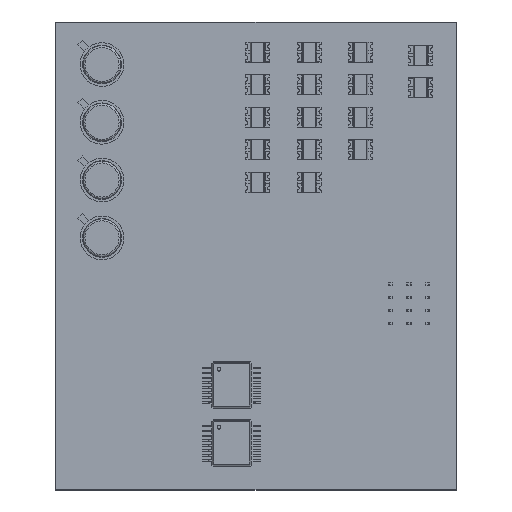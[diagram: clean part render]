
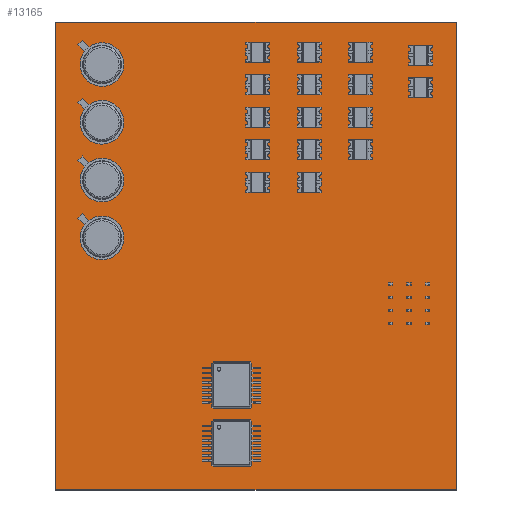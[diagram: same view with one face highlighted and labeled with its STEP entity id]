
A CAD part, top view. The second image highlights one B-rep face of the part: STEP entity #13165.
In plain terms, the highlighted planar face has unit normal (0, 0, 1).
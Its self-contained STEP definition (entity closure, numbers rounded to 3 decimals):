
#12921 = VERTEX_POINT('',#12922);
#12922 = CARTESIAN_POINT('',(157.,-124.,1.6));
#12928 = EDGE_CURVE('',#12921,#12929,#12931,.T.);
#12929 = VERTEX_POINT('',#12930);
#12930 = CARTESIAN_POINT('',(103.5,-124.,1.6));
#12931 = LINE('',#12932,#12933);
#12932 = CARTESIAN_POINT('',(157.,-124.,1.6));
#12933 = VECTOR('',#12934,1.);
#12934 = DIRECTION('',(-1.,0.,0.));
#12961 = VERTEX_POINT('',#12962);
#12962 = CARTESIAN_POINT('',(157.,-61.5,1.6));
#12968 = EDGE_CURVE('',#12961,#12921,#12969,.T.);
#12969 = LINE('',#12970,#12971);
#12970 = CARTESIAN_POINT('',(157.,-61.5,1.6));
#12971 = VECTOR('',#12972,1.);
#12972 = DIRECTION('',(0.,-1.,0.));
#12990 = EDGE_CURVE('',#12929,#12991,#12993,.T.);
#12991 = VERTEX_POINT('',#12992);
#12992 = CARTESIAN_POINT('',(103.5,-61.5,1.6));
#12993 = LINE('',#12994,#12995);
#12994 = CARTESIAN_POINT('',(103.5,-124.,1.6));
#12995 = VECTOR('',#12996,1.);
#12996 = DIRECTION('',(0.,1.,0.));
#13165 = ADVANCED_FACE('',(#13166,#13177,#13188,#13199,#13210,#13221,
    #13232,#13243,#13254,#13265,#13276,#13287,#13298),#13309,.T.);
#13166 = FACE_BOUND('',#13167,.T.);
#13167 = EDGE_LOOP('',(#13168,#13169,#13170,#13176));
#13168 = ORIENTED_EDGE('',*,*,#12928,.F.);
#13169 = ORIENTED_EDGE('',*,*,#12968,.F.);
#13170 = ORIENTED_EDGE('',*,*,#13171,.F.);
#13171 = EDGE_CURVE('',#12991,#12961,#13172,.T.);
#13172 = LINE('',#13173,#13174);
#13173 = CARTESIAN_POINT('',(103.5,-61.5,1.6));
#13174 = VECTOR('',#13175,1.);
#13175 = DIRECTION('',(1.,0.,0.));
#13176 = ORIENTED_EDGE('',*,*,#12990,.F.);
#13177 = FACE_BOUND('',#13178,.T.);
#13178 = EDGE_LOOP('',(#13179));
#13179 = ORIENTED_EDGE('',*,*,#13180,.T.);
#13180 = EDGE_CURVE('',#13181,#13181,#13183,.T.);
#13181 = VERTEX_POINT('',#13182);
#13182 = CARTESIAN_POINT('',(108.415,-90.693,1.6));
#13183 = CIRCLE('',#13184,0.35);
#13184 = AXIS2_PLACEMENT_3D('',#13185,#13186,#13187);
#13185 = CARTESIAN_POINT('',(108.415,-90.343,1.6));
#13186 = DIRECTION('',(-0.,0.,-1.));
#13187 = DIRECTION('',(0.,-1.,0.));
#13188 = FACE_BOUND('',#13189,.T.);
#13189 = EDGE_LOOP('',(#13190));
#13190 = ORIENTED_EDGE('',*,*,#13191,.T.);
#13191 = EDGE_CURVE('',#13192,#13192,#13194,.T.);
#13192 = VERTEX_POINT('',#13193);
#13193 = CARTESIAN_POINT('',(109.685,-91.963,1.6));
#13194 = CIRCLE('',#13195,0.35);
#13195 = AXIS2_PLACEMENT_3D('',#13196,#13197,#13198);
#13196 = CARTESIAN_POINT('',(109.685,-91.613,1.6));
#13197 = DIRECTION('',(-0.,0.,-1.));
#13198 = DIRECTION('',(0.,-1.,-0.));
#13199 = FACE_BOUND('',#13200,.T.);
#13200 = EDGE_LOOP('',(#13201));
#13201 = ORIENTED_EDGE('',*,*,#13202,.T.);
#13202 = EDGE_CURVE('',#13203,#13203,#13205,.T.);
#13203 = VERTEX_POINT('',#13204);
#13204 = CARTESIAN_POINT('',(108.415,-82.974,1.6));
#13205 = CIRCLE('',#13206,0.35);
#13206 = AXIS2_PLACEMENT_3D('',#13207,#13208,#13209);
#13207 = CARTESIAN_POINT('',(108.415,-82.624,1.6));
#13208 = DIRECTION('',(-0.,0.,-1.));
#13209 = DIRECTION('',(0.,-1.,0.));
#13210 = FACE_BOUND('',#13211,.T.);
#13211 = EDGE_LOOP('',(#13212));
#13212 = ORIENTED_EDGE('',*,*,#13213,.T.);
#13213 = EDGE_CURVE('',#13214,#13214,#13216,.T.);
#13214 = VERTEX_POINT('',#13215);
#13215 = CARTESIAN_POINT('',(109.685,-84.244,1.6));
#13216 = CIRCLE('',#13217,0.35);
#13217 = AXIS2_PLACEMENT_3D('',#13218,#13219,#13220);
#13218 = CARTESIAN_POINT('',(109.685,-83.894,1.6));
#13219 = DIRECTION('',(-0.,0.,-1.));
#13220 = DIRECTION('',(0.,-1.,-0.));
#13221 = FACE_BOUND('',#13222,.T.);
#13222 = EDGE_LOOP('',(#13223));
#13223 = ORIENTED_EDGE('',*,*,#13224,.T.);
#13224 = EDGE_CURVE('',#13225,#13225,#13227,.T.);
#13225 = VERTEX_POINT('',#13226);
#13226 = CARTESIAN_POINT('',(110.955,-90.693,1.6));
#13227 = CIRCLE('',#13228,0.35);
#13228 = AXIS2_PLACEMENT_3D('',#13229,#13230,#13231);
#13229 = CARTESIAN_POINT('',(110.955,-90.343,1.6));
#13230 = DIRECTION('',(-0.,0.,-1.));
#13231 = DIRECTION('',(-0.,-1.,0.));
#13232 = FACE_BOUND('',#13233,.T.);
#13233 = EDGE_LOOP('',(#13234));
#13234 = ORIENTED_EDGE('',*,*,#13235,.T.);
#13235 = EDGE_CURVE('',#13236,#13236,#13238,.T.);
#13236 = VERTEX_POINT('',#13237);
#13237 = CARTESIAN_POINT('',(110.955,-82.974,1.6));
#13238 = CIRCLE('',#13239,0.35);
#13239 = AXIS2_PLACEMENT_3D('',#13240,#13241,#13242);
#13240 = CARTESIAN_POINT('',(110.955,-82.624,1.6));
#13241 = DIRECTION('',(-0.,0.,-1.));
#13242 = DIRECTION('',(-0.,-1.,0.));
#13243 = FACE_BOUND('',#13244,.T.);
#13244 = EDGE_LOOP('',(#13245));
#13245 = ORIENTED_EDGE('',*,*,#13246,.T.);
#13246 = EDGE_CURVE('',#13247,#13247,#13249,.T.);
#13247 = VERTEX_POINT('',#13248);
#13248 = CARTESIAN_POINT('',(108.415,-75.254,1.6));
#13249 = CIRCLE('',#13250,0.35);
#13250 = AXIS2_PLACEMENT_3D('',#13251,#13252,#13253);
#13251 = CARTESIAN_POINT('',(108.415,-74.904,1.6));
#13252 = DIRECTION('',(-0.,0.,-1.));
#13253 = DIRECTION('',(0.,-1.,0.));
#13254 = FACE_BOUND('',#13255,.T.);
#13255 = EDGE_LOOP('',(#13256));
#13256 = ORIENTED_EDGE('',*,*,#13257,.T.);
#13257 = EDGE_CURVE('',#13258,#13258,#13260,.T.);
#13258 = VERTEX_POINT('',#13259);
#13259 = CARTESIAN_POINT('',(109.685,-76.524,1.6));
#13260 = CIRCLE('',#13261,0.35);
#13261 = AXIS2_PLACEMENT_3D('',#13262,#13263,#13264);
#13262 = CARTESIAN_POINT('',(109.685,-76.174,1.6));
#13263 = DIRECTION('',(-0.,0.,-1.));
#13264 = DIRECTION('',(0.,-1.,-0.));
#13265 = FACE_BOUND('',#13266,.T.);
#13266 = EDGE_LOOP('',(#13267));
#13267 = ORIENTED_EDGE('',*,*,#13268,.T.);
#13268 = EDGE_CURVE('',#13269,#13269,#13271,.T.);
#13269 = VERTEX_POINT('',#13270);
#13270 = CARTESIAN_POINT('',(108.415,-67.535,1.6));
#13271 = CIRCLE('',#13272,0.35);
#13272 = AXIS2_PLACEMENT_3D('',#13273,#13274,#13275);
#13273 = CARTESIAN_POINT('',(108.415,-67.185,1.6));
#13274 = DIRECTION('',(-0.,0.,-1.));
#13275 = DIRECTION('',(0.,-1.,0.));
#13276 = FACE_BOUND('',#13277,.T.);
#13277 = EDGE_LOOP('',(#13278));
#13278 = ORIENTED_EDGE('',*,*,#13279,.T.);
#13279 = EDGE_CURVE('',#13280,#13280,#13282,.T.);
#13280 = VERTEX_POINT('',#13281);
#13281 = CARTESIAN_POINT('',(109.685,-68.805,1.6));
#13282 = CIRCLE('',#13283,0.35);
#13283 = AXIS2_PLACEMENT_3D('',#13284,#13285,#13286);
#13284 = CARTESIAN_POINT('',(109.685,-68.455,1.6));
#13285 = DIRECTION('',(-0.,0.,-1.));
#13286 = DIRECTION('',(0.,-1.,-0.));
#13287 = FACE_BOUND('',#13288,.T.);
#13288 = EDGE_LOOP('',(#13289));
#13289 = ORIENTED_EDGE('',*,*,#13290,.T.);
#13290 = EDGE_CURVE('',#13291,#13291,#13293,.T.);
#13291 = VERTEX_POINT('',#13292);
#13292 = CARTESIAN_POINT('',(110.955,-75.254,1.6));
#13293 = CIRCLE('',#13294,0.35);
#13294 = AXIS2_PLACEMENT_3D('',#13295,#13296,#13297);
#13295 = CARTESIAN_POINT('',(110.955,-74.904,1.6));
#13296 = DIRECTION('',(-0.,0.,-1.));
#13297 = DIRECTION('',(-0.,-1.,0.));
#13298 = FACE_BOUND('',#13299,.T.);
#13299 = EDGE_LOOP('',(#13300));
#13300 = ORIENTED_EDGE('',*,*,#13301,.T.);
#13301 = EDGE_CURVE('',#13302,#13302,#13304,.T.);
#13302 = VERTEX_POINT('',#13303);
#13303 = CARTESIAN_POINT('',(110.955,-67.535,1.6));
#13304 = CIRCLE('',#13305,0.35);
#13305 = AXIS2_PLACEMENT_3D('',#13306,#13307,#13308);
#13306 = CARTESIAN_POINT('',(110.955,-67.185,1.6));
#13307 = DIRECTION('',(-0.,0.,-1.));
#13308 = DIRECTION('',(-0.,-1.,0.));
#13309 = PLANE('',#13310);
#13310 = AXIS2_PLACEMENT_3D('',#13311,#13312,#13313);
#13311 = CARTESIAN_POINT('',(0.,0.,1.6));
#13312 = DIRECTION('',(0.,0.,1.));
#13313 = DIRECTION('',(1.,0.,-0.));
